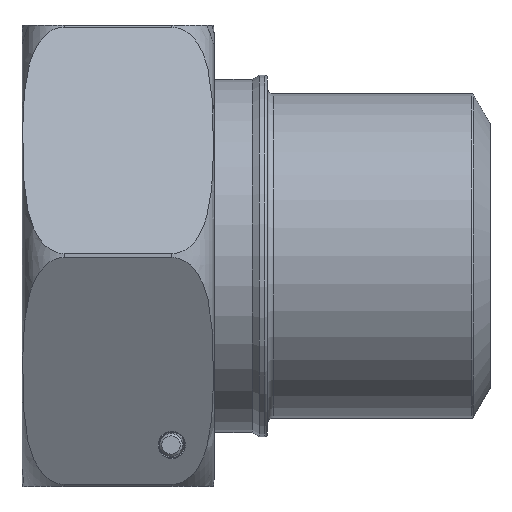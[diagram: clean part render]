
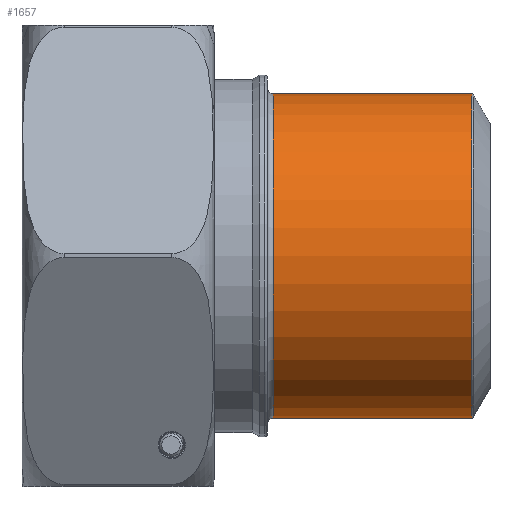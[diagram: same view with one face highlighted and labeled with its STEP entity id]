
A CAD part, top view. The second image highlights one B-rep face of the part: STEP entity #1657.
In plain terms, the highlighted cylindrical face has radius 21.1 mm (diameter 42.2 mm), a full revolution.
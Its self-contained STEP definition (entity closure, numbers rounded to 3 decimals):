
#1657=ADVANCED_FACE('',(#1922,#1923),#1900,.T.);
#1900=CYLINDRICAL_SURFACE('',#4611,21.1);
#1922=FACE_BOUND('',#2029,.T.);
#1923=FACE_BOUND('',#2030,.T.);
#2029=EDGE_LOOP('',(#2332));
#2030=EDGE_LOOP('',(#2333));
#2332=ORIENTED_EDGE('',*,*,#3946,.T.);
#2333=ORIENTED_EDGE('',*,*,#3947,.T.);
#3530=VERTEX_POINT('',#5677);
#3531=VERTEX_POINT('',#5679);
#3946=EDGE_CURVE('',#3530,#3530,#4546,.T.);
#3947=EDGE_CURVE('',#3531,#3531,#4547,.T.);
#4546=CIRCLE('',#4609,21.1);
#4547=CIRCLE('',#4610,21.1);
#4609=AXIS2_PLACEMENT_3D('',#5676,#4906,#4907);
#4610=AXIS2_PLACEMENT_3D('',#5678,#4908,#4909);
#4611=AXIS2_PLACEMENT_3D('',#5680,#4910,#4911);
#4906=DIRECTION('',(-1.,0.,0.));
#4907=DIRECTION('',(0.,0.,-1.));
#4908=DIRECTION('',(1.,0.,0.));
#4909=DIRECTION('',(0.,0.,-1.));
#4910=DIRECTION('',(-1.,0.,0.));
#4911=DIRECTION('',(0.,0.,1.));
#5676=CARTESIAN_POINT('',(54.604,0.,0.));
#5677=CARTESIAN_POINT('',(54.604,0.,-21.1));
#5678=CARTESIAN_POINT('',(28.8,0.,0.));
#5679=CARTESIAN_POINT('',(28.8,0.,-21.1));
#5680=CARTESIAN_POINT('',(0.,0.,0.));
